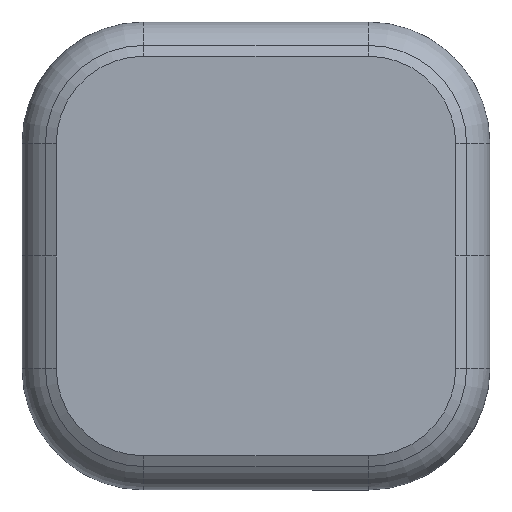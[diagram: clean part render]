
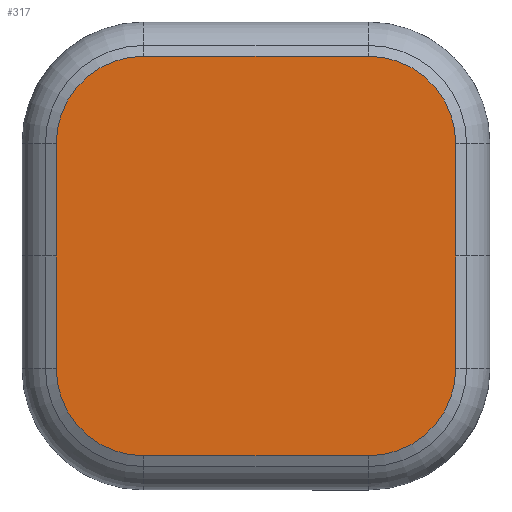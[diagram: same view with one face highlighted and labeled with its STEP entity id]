
A CAD part, front view. The second image highlights one B-rep face of the part: STEP entity #317.
In plain terms, the highlighted planar face has unit normal (0, -1, 0).
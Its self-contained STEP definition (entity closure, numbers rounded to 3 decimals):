
#16 = EDGE_LOOP ( 'NONE', ( #389, #171, #1680, #530, #178, #2068, #822, #331, #1988, #455 ) ) ;
#21 = VECTOR ( 'NONE', #644, 1000. ) ;
#41 = DIRECTION ( 'NONE',  ( 1., 0., 0. ) ) ;
#139 = DIRECTION ( 'NONE',  ( 1., 0., 0. ) ) ;
#171 = ORIENTED_EDGE ( 'NONE', *, *, #731, .T. ) ;
#178 = ORIENTED_EDGE ( 'NONE', *, *, #791, .T. ) ;
#186 = VERTEX_POINT ( 'NONE', #1303 ) ;
#222 = VERTEX_POINT ( 'NONE', #706 ) ;
#254 = EDGE_CURVE ( 'NONE', #1772, #2063, #407, .T. ) ;
#305 = VERTEX_POINT ( 'NONE', #690 ) ;
#317 = ADVANCED_FACE ( 'NONE', ( #1652 ), #857, .T. ) ;
#321 = CARTESIAN_POINT ( 'NONE',  ( -4.8, 0., 4.8 ) ) ;
#331 = ORIENTED_EDGE ( 'NONE', *, *, #862, .T. ) ;
#341 = CARTESIAN_POINT ( 'NONE',  ( 4.8, 0., -4.8 ) ) ;
#347 = CIRCLE ( 'NONE', #1921, 3.736 ) ;
#384 = LINE ( 'NONE', #1536, #1264 ) ;
#389 = ORIENTED_EDGE ( 'NONE', *, *, #254, .T. ) ;
#398 = CARTESIAN_POINT ( 'NONE',  ( 8.536, 0., -4.8 ) ) ;
#407 = LINE ( 'NONE', #398, #1014 ) ;
#422 = CARTESIAN_POINT ( 'NONE',  ( 4.8, 0., -8.536 ) ) ;
#427 = CARTESIAN_POINT ( 'NONE',  ( 8.536, 0., 4.8 ) ) ;
#447 = CARTESIAN_POINT ( 'NONE',  ( -8.536, 0., 0. ) ) ;
#455 = ORIENTED_EDGE ( 'NONE', *, *, #1685, .T. ) ;
#513 = DIRECTION ( 'NONE',  ( 1., 0., 0. ) ) ;
#514 = CARTESIAN_POINT ( 'NONE',  ( -4.8, 0., -8.536 ) ) ;
#527 = CARTESIAN_POINT ( 'NONE',  ( -8.536, 0., 0. ) ) ;
#530 = ORIENTED_EDGE ( 'NONE', *, *, #1789, .T. ) ;
#621 = LINE ( 'NONE', #999, #1250 ) ;
#644 = DIRECTION ( 'NONE',  ( 0., 0., 1. ) ) ;
#647 = EDGE_CURVE ( 'NONE', #1941, #657, #621, .T. ) ;
#657 = VERTEX_POINT ( 'NONE', #447 ) ;
#669 = VECTOR ( 'NONE', #1779, 1000. ) ;
#690 = CARTESIAN_POINT ( 'NONE',  ( -4.8, 0., -8.536 ) ) ;
#706 = CARTESIAN_POINT ( 'NONE',  ( -8.536, 0., -4.8 ) ) ;
#731 = EDGE_CURVE ( 'NONE', #2063, #1378, #1144, .T. ) ;
#739 = CIRCLE ( 'NONE', #2038, 3.736 ) ;
#791 = EDGE_CURVE ( 'NONE', #1006, #1941, #739, .T. ) ;
#794 = DIRECTION ( 'NONE',  ( -1., 0., 0. ) ) ;
#808 = DIRECTION ( 'NONE',  ( 0., -1., 0. ) ) ;
#822 = ORIENTED_EDGE ( 'NONE', *, *, #1292, .T. ) ;
#829 = LINE ( 'NONE', #514, #1131 ) ;
#840 = CARTESIAN_POINT ( 'NONE',  ( 8.536, 0., 0. ) ) ;
#857 = PLANE ( 'NONE',  #1873 ) ;
#862 = EDGE_CURVE ( 'NONE', #222, #305, #1584, .T. ) ;
#947 = CARTESIAN_POINT ( 'NONE',  ( 8.536, 0., 0. ) ) ;
#999 = CARTESIAN_POINT ( 'NONE',  ( -8.536, 0., 4.8 ) ) ;
#1006 = VERTEX_POINT ( 'NONE', #1694 ) ;
#1014 = VECTOR ( 'NONE', #1058, 1000. ) ;
#1042 = DIRECTION ( 'NONE',  ( -1., 0., 0. ) ) ;
#1058 = DIRECTION ( 'NONE',  ( 0., 0., 1. ) ) ;
#1131 = VECTOR ( 'NONE', #41, 1000. ) ;
#1144 = LINE ( 'NONE', #947, #21 ) ;
#1154 = DIRECTION ( 'NONE',  ( 0., 0., 1. ) ) ;
#1250 = VECTOR ( 'NONE', #1763, 1000. ) ;
#1264 = VECTOR ( 'NONE', #1042, 1000. ) ;
#1292 = EDGE_CURVE ( 'NONE', #657, #222, #2106, .T. ) ;
#1303 = CARTESIAN_POINT ( 'NONE',  ( 4.8, 0., 8.536 ) ) ;
#1316 = DIRECTION ( 'NONE',  ( 0., -1., 0. ) ) ;
#1324 = DIRECTION ( 'NONE',  ( 0., -1., 0. ) ) ;
#1361 = CARTESIAN_POINT ( 'NONE',  ( 7.8, 0., 0. ) ) ;
#1378 = VERTEX_POINT ( 'NONE', #427 ) ;
#1397 = CIRCLE ( 'NONE', #1588, 3.736 ) ;
#1432 = CARTESIAN_POINT ( 'NONE',  ( 4.8, 0., 4.8 ) ) ;
#1437 = CARTESIAN_POINT ( 'NONE',  ( -8.536, 0., 4.8 ) ) ;
#1517 = DIRECTION ( 'NONE',  ( 0., 0., -1. ) ) ;
#1536 = CARTESIAN_POINT ( 'NONE',  ( 4.8, 0., 8.536 ) ) ;
#1584 = CIRCLE ( 'NONE', #1793, 3.736 ) ;
#1588 = AXIS2_PLACEMENT_3D ( 'NONE', #1432, #1613, #139 ) ;
#1613 = DIRECTION ( 'NONE',  ( 0., -1., 0. ) ) ;
#1614 = EDGE_CURVE ( 'NONE', #1378, #186, #1397, .T. ) ;
#1652 = FACE_OUTER_BOUND ( 'NONE', #16, .T. ) ;
#1654 = CARTESIAN_POINT ( 'NONE',  ( 8.536, 0., -4.8 ) ) ;
#1680 = ORIENTED_EDGE ( 'NONE', *, *, #1614, .T. ) ;
#1685 = EDGE_CURVE ( 'NONE', #1819, #1772, #347, .T. ) ;
#1689 = EDGE_CURVE ( 'NONE', #305, #1819, #829, .T. ) ;
#1694 = CARTESIAN_POINT ( 'NONE',  ( -4.8, 0., 8.536 ) ) ;
#1763 = DIRECTION ( 'NONE',  ( 0., 0., -1. ) ) ;
#1772 = VERTEX_POINT ( 'NONE', #1654 ) ;
#1779 = DIRECTION ( 'NONE',  ( 0., 0., -1. ) ) ;
#1789 = EDGE_CURVE ( 'NONE', #186, #1006, #384, .T. ) ;
#1793 = AXIS2_PLACEMENT_3D ( 'NONE', #1981, #808, #794 ) ;
#1819 = VERTEX_POINT ( 'NONE', #422 ) ;
#1848 = DIRECTION ( 'NONE',  ( 0., -1., 0. ) ) ;
#1873 = AXIS2_PLACEMENT_3D ( 'NONE', #1361, #1324, #513 ) ;
#1921 = AXIS2_PLACEMENT_3D ( 'NONE', #341, #1848, #1517 ) ;
#1941 = VERTEX_POINT ( 'NONE', #1437 ) ;
#1981 = CARTESIAN_POINT ( 'NONE',  ( -4.8, 0., -4.8 ) ) ;
#1988 = ORIENTED_EDGE ( 'NONE', *, *, #1689, .T. ) ;
#2038 = AXIS2_PLACEMENT_3D ( 'NONE', #321, #1316, #1154 ) ;
#2063 = VERTEX_POINT ( 'NONE', #840 ) ;
#2068 = ORIENTED_EDGE ( 'NONE', *, *, #647, .T. ) ;
#2106 = LINE ( 'NONE', #527, #669 ) ;
